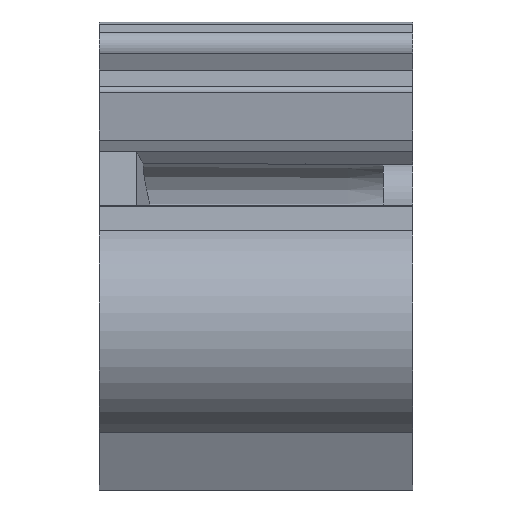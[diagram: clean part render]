
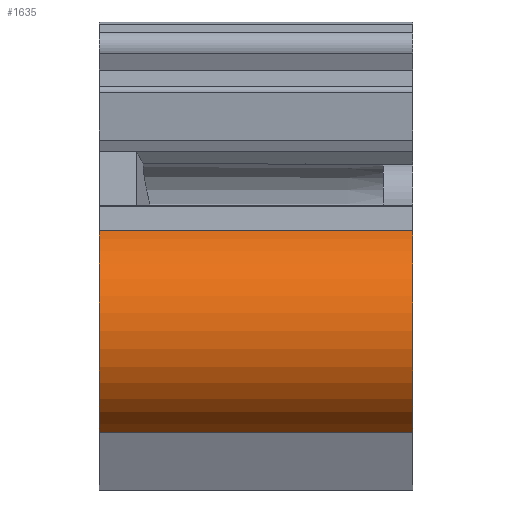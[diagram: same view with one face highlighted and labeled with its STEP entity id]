
A CAD part, top view. The second image highlights one B-rep face of the part: STEP entity #1635.
In plain terms, the highlighted cylindrical face has radius 1.8 mm (diameter 3.6 mm), a partial arc.
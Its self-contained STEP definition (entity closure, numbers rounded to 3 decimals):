
#582=AXIS2_PLACEMENT_3D('Circle Axis2P3D',#580,#581,$) ;
#1615=AXIS2_PLACEMENT_3D('Cylinder Axis2P3D',#1612,#1613,#1614) ;
#1619=AXIS2_PLACEMENT_3D('Circle Axis2P3D',#1617,#1618,$) ;
#577=CARTESIAN_POINT('Vertex',(0.,0.919,10.635)) ;
#580=CARTESIAN_POINT('Axis2P3D Location',(0.,2.554,9.882)) ;
#584=CARTESIAN_POINT('Vertex',(0.,4.188,10.635)) ;
#1597=CARTESIAN_POINT('Vertex',(5.075,0.919,10.635)) ;
#1600=CARTESIAN_POINT('Line Origine',(2.538,0.919,10.635)) ;
#1612=CARTESIAN_POINT('Axis2P3D Location',(2.538,2.554,9.882)) ;
#1617=CARTESIAN_POINT('Axis2P3D Location',(5.075,2.554,9.882)) ;
#1621=CARTESIAN_POINT('Vertex',(5.075,4.188,10.635)) ;
#1624=CARTESIAN_POINT('Line Origine',(2.538,4.188,10.635)) ;
#581=DIRECTION('Axis2P3D Direction',(-1.,0.,0.)) ;
#1601=DIRECTION('Vector Direction',(-1.,0.,0.)) ;
#1613=DIRECTION('Axis2P3D Direction',(-1.,0.,0.)) ;
#1614=DIRECTION('Axis2P3D XDirection',(0.,-0.908,0.419)) ;
#1618=DIRECTION('Axis2P3D Direction',(-1.,0.,0.)) ;
#1625=DIRECTION('Vector Direction',(-1.,0.,0.)) ;
#1602=VECTOR('Line Direction',#1601,1.) ;
#1626=VECTOR('Line Direction',#1625,1.) ;
#1630=ORIENTED_EDGE('',*,*,#586,.T.) ;
#1631=ORIENTED_EDGE('',*,*,#1604,.F.) ;
#1632=ORIENTED_EDGE('',*,*,#1623,.F.) ;
#1633=ORIENTED_EDGE('',*,*,#1628,.T.) ;
#1635=ADVANCED_FACE('V1',(#1634),#1616,.T.) ;
#583=CIRCLE('generated circle',#582,1.8) ;
#1620=CIRCLE('generated circle',#1619,1.8) ;
#1616=CYLINDRICAL_SURFACE('generated cylinder',#1615,1.8) ;
#586=EDGE_CURVE('',#585,#578,#583,.F.) ;
#1604=EDGE_CURVE('',#1598,#578,#1603,.T.) ;
#1623=EDGE_CURVE('',#1622,#1598,#1620,.F.) ;
#1628=EDGE_CURVE('',#1622,#585,#1627,.T.) ;
#1629=EDGE_LOOP('',(#1630,#1631,#1632,#1633)) ;
#1634=FACE_OUTER_BOUND('',#1629,.T.) ;
#1603=LINE('Line',#1600,#1602) ;
#1627=LINE('Line',#1624,#1626) ;
#578=VERTEX_POINT('',#577) ;
#585=VERTEX_POINT('',#584) ;
#1598=VERTEX_POINT('',#1597) ;
#1622=VERTEX_POINT('',#1621) ;
